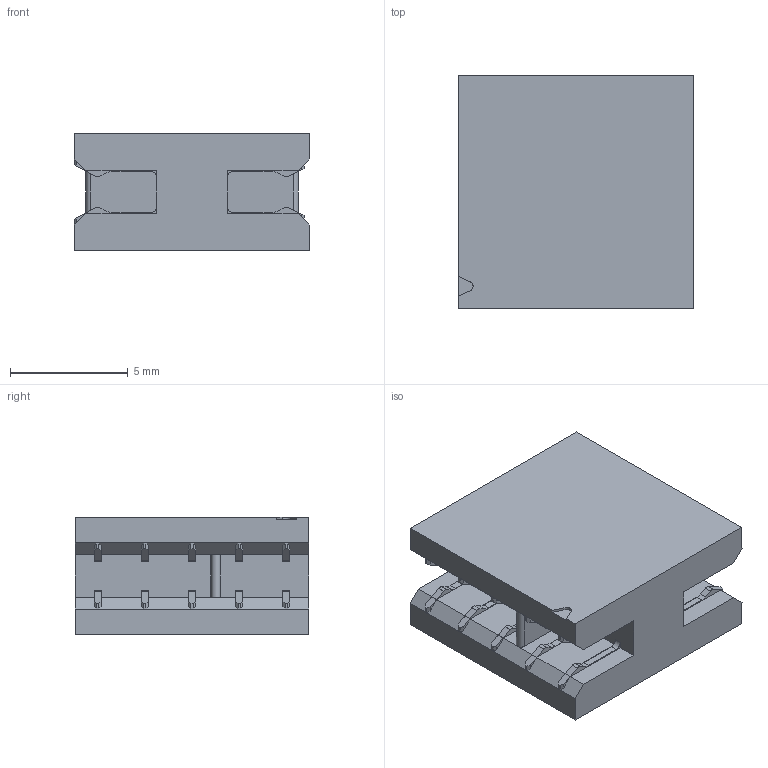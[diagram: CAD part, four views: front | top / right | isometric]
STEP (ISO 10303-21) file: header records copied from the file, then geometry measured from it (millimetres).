
FILE_DESCRIPTION(/* description */ (''),/* implementation_level */ '2;1');
FILE_NAME(/* name */ 'AVX_00 9159 010 061 916.stp',/* time_stamp */ '2018-02-14T13:48:48+01:00',/* author */ ('riccim'),/* organization */ ('SolidWorks'),/* preprocessor_version */ 'ST-DEVELOPER v16.5',/* originating_system */ 'AutoCAD Mechanical',/* authorisation */ ' ');
FILE_SCHEMA (('AUTOMOTIVE_DESIGN { 1 0 10303 214 3 1 1 }'));
Length unit declared in the file: millimetre
Products named in the file (1): Product
Bounding box: 10 x 9.9 x 5 mm (x, y, z)
Volume: 371.1 mm3; surface area: 569.9 mm2
Topology: 21 solids, 21 shells, 324 faces, 842 edges, 560 vertices
Faces by surface type: plane 261, cylinder 63
Entity records: 9843 total; most frequent: CARTESIAN_POINT 1727, ORIENTED_EDGE 1684, DIRECTION 1622, EDGE_CURVE 842, LINE 712, VECTOR 712, VERTEX_POINT 560, AXIS2_PLACEMENT_3D 455
